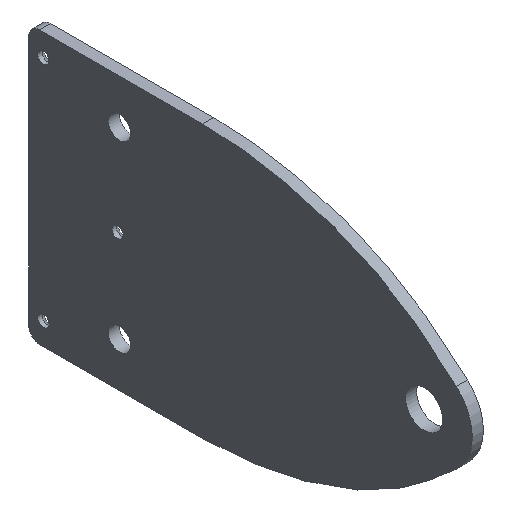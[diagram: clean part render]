
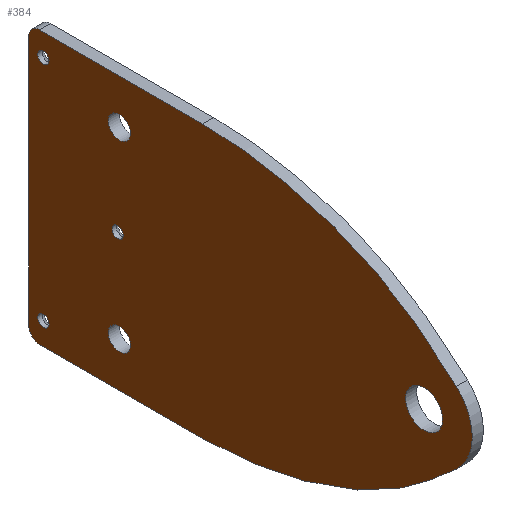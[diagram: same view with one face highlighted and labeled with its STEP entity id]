
A CAD part, isometric view. The second image highlights one B-rep face of the part: STEP entity #384.
In plain terms, the highlighted planar face has unit normal (-1, 0, 0).
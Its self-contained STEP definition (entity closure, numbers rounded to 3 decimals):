
#20=FACE_BOUND('',#63,.T.);
#21=FACE_BOUND('',#64,.T.);
#22=FACE_BOUND('',#65,.T.);
#23=FACE_BOUND('',#66,.T.);
#24=FACE_BOUND('',#67,.T.);
#25=FACE_BOUND('',#68,.T.);
#32=B_SPLINE_CURVE_WITH_KNOTS('',4,(#604,#605,#606,#607,#608),
 .UNSPECIFIED.,.F.,.F.,(5,5),(0.,1.),.UNSPECIFIED.);
#33=B_SPLINE_CURVE_WITH_KNOTS('',4,(#612,#613,#614,#615,#616),
 .UNSPECIFIED.,.F.,.F.,(5,5),(0.,1.),.UNSPECIFIED.);
#37=PLANE('',#425);
#43=FACE_OUTER_BOUND('',#62,.T.);
#62=EDGE_LOOP('',(#269,#270,#271,#272,#273,#274,#275,#276));
#63=EDGE_LOOP('',(#277));
#64=EDGE_LOOP('',(#278));
#65=EDGE_LOOP('',(#279));
#66=EDGE_LOOP('',(#280));
#67=EDGE_LOOP('',(#281,#282));
#68=EDGE_LOOP('',(#283,#284));
#93=LINE('',#596,#116);
#96=LINE('',#602,#119);
#97=LINE('',#618,#120);
#116=VECTOR('',#479,10.);
#119=VECTOR('',#484,10.);
#120=VECTOR('',#487,10.);
#138=CIRCLE('',#423,3.);
#139=CIRCLE('',#426,13.);
#140=CIRCLE('',#427,3.);
#141=CIRCLE('',#428,1.5);
#142=CIRCLE('',#429,1.5);
#143=CIRCLE('',#430,1.5);
#144=CIRCLE('',#431,5.);
#145=CIRCLE('',#432,3.);
#146=CIRCLE('',#433,3.);
#147=CIRCLE('',#434,3.);
#148=CIRCLE('',#435,3.);
#168=VERTEX_POINT('',#589);
#169=VERTEX_POINT('',#591);
#170=VERTEX_POINT('',#595);
#172=VERTEX_POINT('',#601);
#173=VERTEX_POINT('',#603);
#174=VERTEX_POINT('',#609);
#175=VERTEX_POINT('',#611);
#176=VERTEX_POINT('',#617);
#177=VERTEX_POINT('',#620);
#178=VERTEX_POINT('',#622);
#179=VERTEX_POINT('',#624);
#180=VERTEX_POINT('',#626);
#181=VERTEX_POINT('',#628);
#182=VERTEX_POINT('',#629);
#183=VERTEX_POINT('',#632);
#184=VERTEX_POINT('',#633);
#207=EDGE_CURVE('',#168,#169,#138,.T.);
#209=EDGE_CURVE('',#170,#169,#93,.T.);
#212=EDGE_CURVE('',#172,#168,#96,.T.);
#213=EDGE_CURVE('',#172,#173,#32,.T.);
#214=EDGE_CURVE('',#173,#174,#139,.T.);
#215=EDGE_CURVE('',#174,#175,#33,.T.);
#216=EDGE_CURVE('',#176,#175,#97,.T.);
#217=EDGE_CURVE('',#170,#176,#140,.T.);
#218=EDGE_CURVE('',#177,#177,#141,.T.);
#219=EDGE_CURVE('',#178,#178,#142,.T.);
#220=EDGE_CURVE('',#179,#179,#143,.T.);
#221=EDGE_CURVE('',#180,#180,#144,.T.);
#222=EDGE_CURVE('',#181,#182,#145,.T.);
#223=EDGE_CURVE('',#182,#181,#146,.T.);
#224=EDGE_CURVE('',#183,#184,#147,.T.);
#225=EDGE_CURVE('',#184,#183,#148,.T.);
#269=ORIENTED_EDGE('',*,*,#207,.F.);
#270=ORIENTED_EDGE('',*,*,#212,.F.);
#271=ORIENTED_EDGE('',*,*,#213,.T.);
#272=ORIENTED_EDGE('',*,*,#214,.T.);
#273=ORIENTED_EDGE('',*,*,#215,.T.);
#274=ORIENTED_EDGE('',*,*,#216,.F.);
#275=ORIENTED_EDGE('',*,*,#217,.F.);
#276=ORIENTED_EDGE('',*,*,#209,.T.);
#277=ORIENTED_EDGE('',*,*,#218,.T.);
#278=ORIENTED_EDGE('',*,*,#219,.T.);
#279=ORIENTED_EDGE('',*,*,#220,.T.);
#280=ORIENTED_EDGE('',*,*,#221,.T.);
#281=ORIENTED_EDGE('',*,*,#222,.T.);
#282=ORIENTED_EDGE('',*,*,#223,.T.);
#283=ORIENTED_EDGE('',*,*,#224,.T.);
#284=ORIENTED_EDGE('',*,*,#225,.T.);
#384=ADVANCED_FACE('',(#43,#20,#21,#22,#23,#24,#25),#37,.T.);
#423=AXIS2_PLACEMENT_3D('',#592,#474,#475);
#425=AXIS2_PLACEMENT_3D('',#600,#482,#483);
#426=AXIS2_PLACEMENT_3D('',#610,#485,#486);
#427=AXIS2_PLACEMENT_3D('',#619,#488,#489);
#428=AXIS2_PLACEMENT_3D('',#621,#490,#491);
#429=AXIS2_PLACEMENT_3D('',#623,#492,#493);
#430=AXIS2_PLACEMENT_3D('',#625,#494,#495);
#431=AXIS2_PLACEMENT_3D('',#627,#496,#497);
#432=AXIS2_PLACEMENT_3D('',#630,#498,#499);
#433=AXIS2_PLACEMENT_3D('',#631,#500,#501);
#434=AXIS2_PLACEMENT_3D('',#634,#502,#503);
#435=AXIS2_PLACEMENT_3D('',#635,#504,#505);
#474=DIRECTION('center_axis',(1.,0.,0.));
#475=DIRECTION('ref_axis',(0.,0.707,-0.707));
#479=DIRECTION('',(0.,0.,-1.));
#482=DIRECTION('center_axis',(-1.,0.,0.));
#483=DIRECTION('ref_axis',(0.,1.,0.));
#484=DIRECTION('',(0.,1.,0.));
#485=DIRECTION('center_axis',(-1.,0.,0.));
#486=DIRECTION('ref_axis',(0.,-0.669,-0.743));
#487=DIRECTION('',(0.,-1.,0.));
#488=DIRECTION('center_axis',(1.,0.,0.));
#489=DIRECTION('ref_axis',(0.,0.707,0.707));
#490=DIRECTION('center_axis',(1.,0.,0.));
#491=DIRECTION('ref_axis',(0.,0.,-1.));
#492=DIRECTION('center_axis',(1.,0.,0.));
#493=DIRECTION('ref_axis',(0.,0.,-1.));
#494=DIRECTION('center_axis',(1.,0.,0.));
#495=DIRECTION('ref_axis',(0.,0.,-1.));
#496=DIRECTION('center_axis',(1.,0.,0.));
#497=DIRECTION('ref_axis',(0.,0.,-1.));
#498=DIRECTION('center_axis',(1.,0.,0.));
#499=DIRECTION('ref_axis',(0.,0.,1.));
#500=DIRECTION('center_axis',(1.,0.,0.));
#501=DIRECTION('ref_axis',(0.,0.,1.));
#502=DIRECTION('center_axis',(1.,0.,0.));
#503=DIRECTION('ref_axis',(0.,0.,1.));
#504=DIRECTION('center_axis',(1.,0.,0.));
#505=DIRECTION('ref_axis',(0.,0.,1.));
#589=CARTESIAN_POINT('',(-9.8,44.,-73.5));
#591=CARTESIAN_POINT('',(-9.8,47.,-70.5));
#592=CARTESIAN_POINT('Origin',(-9.8,44.,-70.5));
#595=CARTESIAN_POINT('',(-9.8,47.,-3.));
#596=CARTESIAN_POINT('',(-9.8,47.,0.));
#600=CARTESIAN_POINT('Origin',(-9.8,0.,0.));
#601=CARTESIAN_POINT('',(-9.8,0.,-73.5));
#602=CARTESIAN_POINT('',(-9.8,47.,-73.5));
#603=CARTESIAN_POINT('',(-9.8,-68.409,-46.412));
#604=CARTESIAN_POINT('Ctrl Pts',(-9.8,0.,-73.5));
#605=CARTESIAN_POINT('Ctrl Pts',(-9.8,-20.633,-73.5));
#606=CARTESIAN_POINT('Ctrl Pts',(-9.8,-45.229,-66.565));
#607=CARTESIAN_POINT('Ctrl Pts',(-9.8,-55.927,-57.647));
#608=CARTESIAN_POINT('Ctrl Pts',(-9.8,-68.409,-46.412));
#609=CARTESIAN_POINT('',(-9.8,-68.409,-27.088));
#610=CARTESIAN_POINT('Origin',(-9.8,-59.712,-36.75));
#611=CARTESIAN_POINT('',(-9.8,0.,0.));
#612=CARTESIAN_POINT('Ctrl Pts',(-9.8,-68.409,-27.088));
#613=CARTESIAN_POINT('Ctrl Pts',(-9.8,-55.927,-15.853));
#614=CARTESIAN_POINT('Ctrl Pts',(-9.8,-45.229,-6.935));
#615=CARTESIAN_POINT('Ctrl Pts',(-9.8,-20.633,0.));
#616=CARTESIAN_POINT('Ctrl Pts',(-9.8,0.,0.));
#617=CARTESIAN_POINT('',(-9.8,44.,0.));
#618=CARTESIAN_POINT('',(-9.8,47.,0.));
#619=CARTESIAN_POINT('Origin',(-9.8,44.,-3.));
#620=CARTESIAN_POINT('',(-9.8,23.,-35.25));
#621=CARTESIAN_POINT('Origin',(-9.8,23.,-36.75));
#622=CARTESIAN_POINT('',(-9.8,43.,-4.5));
#623=CARTESIAN_POINT('Origin',(-9.8,43.,-6.));
#624=CARTESIAN_POINT('',(-9.8,43.,-66.));
#625=CARTESIAN_POINT('Origin',(-9.8,43.,-67.5));
#626=CARTESIAN_POINT('',(-9.8,-59.712,-31.75));
#627=CARTESIAN_POINT('Origin',(-9.8,-59.712,-36.75));
#628=CARTESIAN_POINT('',(-9.8,22.5,-9.));
#629=CARTESIAN_POINT('',(-9.8,22.5,-15.));
#630=CARTESIAN_POINT('Origin',(-9.8,22.5,-12.));
#631=CARTESIAN_POINT('Origin',(-9.8,22.5,-12.));
#632=CARTESIAN_POINT('',(-9.8,22.5,-58.5));
#633=CARTESIAN_POINT('',(-9.8,22.5,-64.5));
#634=CARTESIAN_POINT('Origin',(-9.8,22.5,-61.5));
#635=CARTESIAN_POINT('Origin',(-9.8,22.5,-61.5));
